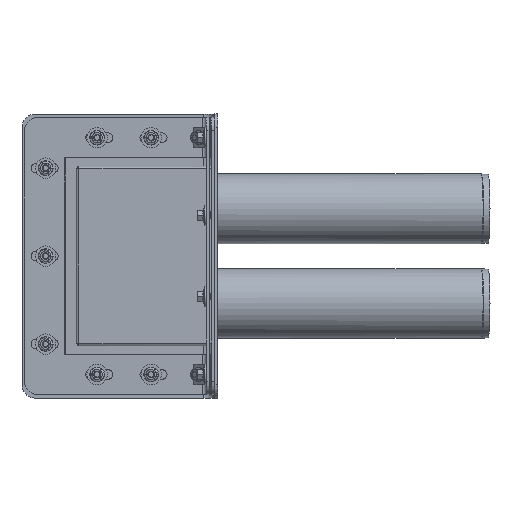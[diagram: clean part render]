
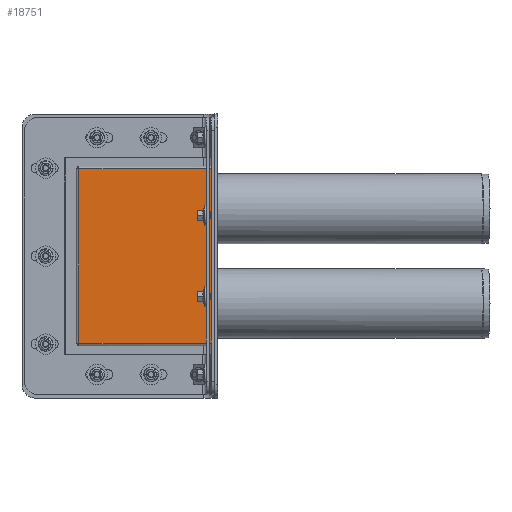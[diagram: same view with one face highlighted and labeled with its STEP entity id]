
A CAD part, top view. The second image highlights one B-rep face of the part: STEP entity #18751.
In plain terms, the highlighted planar face has unit normal (0, 0, 1).
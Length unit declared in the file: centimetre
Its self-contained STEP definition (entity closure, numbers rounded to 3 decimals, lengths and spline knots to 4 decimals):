
#1354=PLANE('',#20381);
#2206=FACE_OUTER_BOUND('',#3447,.T.);
#3447=EDGE_LOOP('',(#14791,#14792,#14793,#14794));
#4952=LINE('',#30064,#6423);
#4969=LINE('',#30100,#6440);
#4970=LINE('',#30103,#6441);
#4974=LINE('',#30111,#6445);
#6423=VECTOR('',#24094,1.);
#6440=VECTOR('',#24137,1.);
#6441=VECTOR('',#24142,1.);
#6445=VECTOR('',#24154,1.);
#8723=VERTEX_POINT('',#29988);
#8732=VERTEX_POINT('',#30006);
#8753=VERTEX_POINT('',#30061);
#8754=VERTEX_POINT('',#30063);
#10887=EDGE_CURVE('',#8754,#8753,#4952,.T.);
#10907=EDGE_CURVE('',#8723,#8732,#4969,.T.);
#10908=EDGE_CURVE('',#8754,#8732,#4970,.T.);
#10912=EDGE_CURVE('',#8753,#8723,#4974,.T.);
#14791=ORIENTED_EDGE('',*,*,#10907,.T.);
#14792=ORIENTED_EDGE('',*,*,#10908,.F.);
#14793=ORIENTED_EDGE('',*,*,#10887,.T.);
#14794=ORIENTED_EDGE('',*,*,#10912,.T.);
#18751=ADVANCED_FACE('',(#2206),#1354,.T.);
#20381=AXIS2_PLACEMENT_3D('',#30112,#24155,#24156);
#24094=DIRECTION('',(0.,1.,0.));
#24137=DIRECTION('',(0.,-1.,0.));
#24142=DIRECTION('',(-1.,0.,0.));
#24154=DIRECTION('',(-1.,0.,0.));
#24155=DIRECTION('center_axis',(0.,0.,
1.));
#24156=DIRECTION('ref_axis',(-1.,0.,0.));
#29988=CARTESIAN_POINT('',(2786.1099,1312.9101,262.7278));
#30006=CARTESIAN_POINT('',(2786.1099,1054.7101,262.7278));
#30061=CARTESIAN_POINT('',(2987.1099,1312.9101,262.7278));
#30063=CARTESIAN_POINT('',(2987.1099,1054.7101,262.7278));
#30064=CARTESIAN_POINT('',(2987.1099,1054.7101,262.7278));
#30100=CARTESIAN_POINT('',(2786.1099,1054.7101,262.7278));
#30103=CARTESIAN_POINT('',(2987.1099,1054.7101,262.7278));
#30111=CARTESIAN_POINT('',(2987.1099,1312.9101,262.7278));
#30112=CARTESIAN_POINT('Origin',(2987.1099,1312.9101,262.7278));
